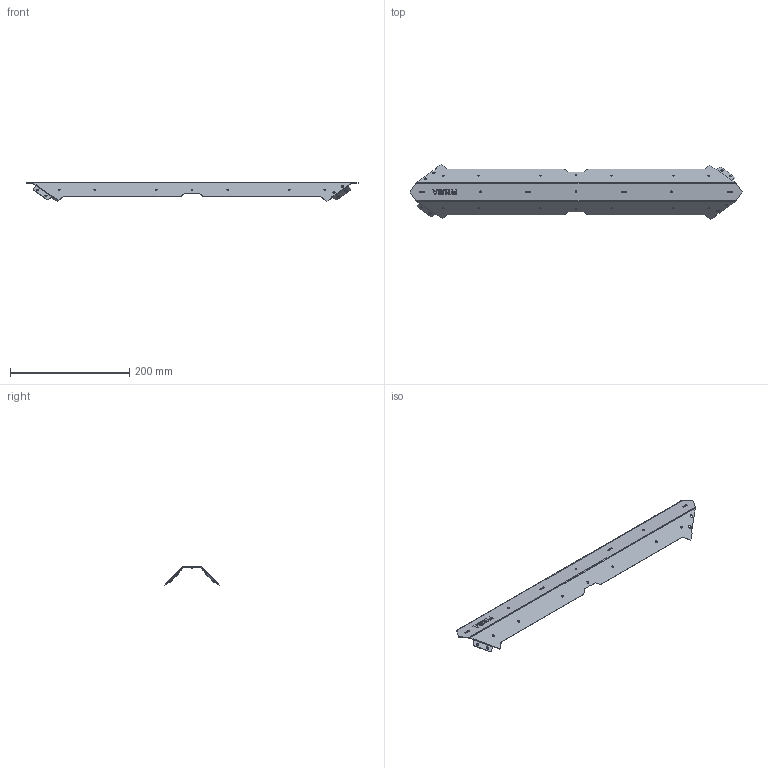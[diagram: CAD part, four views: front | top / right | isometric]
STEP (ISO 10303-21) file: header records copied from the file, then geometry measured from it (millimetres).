
FILE_DESCRIPTION(/* description */ (''),/* implementation_level */ '2;1');
FILE_NAME(/* name */ 'long_profile.stp',/* time_stamp */ '2022-06-28T16:34:11+02:00',/* author */ ('inventor'),/* organization */ (''),/* preprocessor_version */ 'ST-DEVELOPER v18.1',/* originating_system */ 'Autodesk Inventor 2021',/* authorisation */ '');
FILE_SCHEMA (('AUTOMOTIVE_DESIGN { 1 0 10303 214 3 1 1 }'));
Length unit declared in the file: millimetre
Products named in the file (1): enclousure_profile
Bounding box: 556.81 x 92.15 x 31.81 mm (x, y, z)
Volume: 49470.8 mm3; surface area: 100837.6 mm2
Topology: 1 solids, 1 shells, 397 faces, 1117 edges, 734 vertices
Faces by surface type: plane 202, bspline 122, cylinder 73
Full cylindrical faces by diameter (mm): 3.3 x17, 3.5 x4, 4.4 x4, 4.85 x4
Entity records: 13676 total; most frequent: CARTESIAN_POINT 3973, ORIENTED_EDGE 2234, DIRECTION 1563, EDGE_CURVE 1117, LINE 735, VECTOR 735, VERTEX_POINT 734, EDGE_LOOP 475
